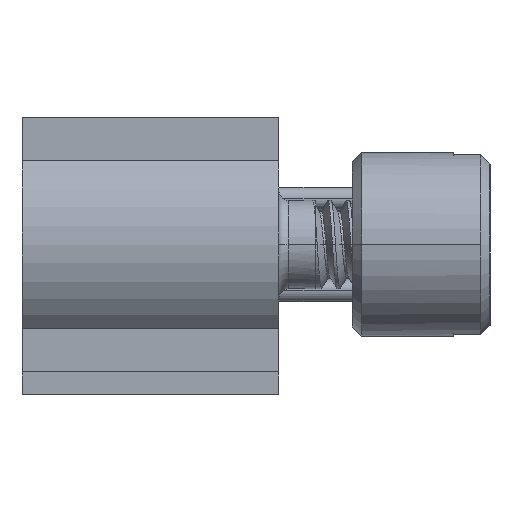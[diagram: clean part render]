
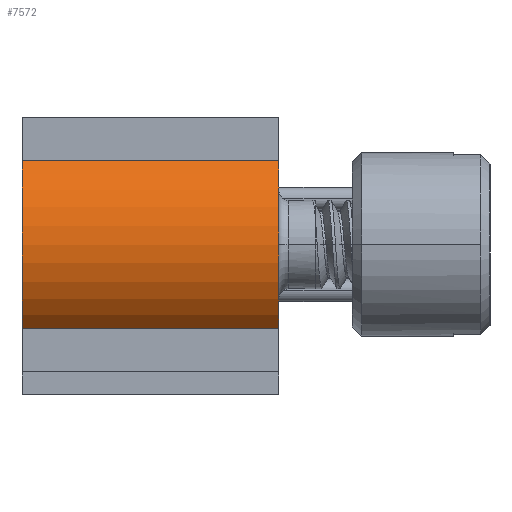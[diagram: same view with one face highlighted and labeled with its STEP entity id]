
A CAD part, left-side view. The second image highlights one B-rep face of the part: STEP entity #7572.
In plain terms, the highlighted cylindrical face has radius 2.5 mm (diameter 5 mm), a partial arc.
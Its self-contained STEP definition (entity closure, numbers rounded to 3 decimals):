
#79=CARTESIAN_POINT('',(-13.5,3.4,0.));
#80=DIRECTION('',(0.,-1.,0.));
#81=DIRECTION('',(-0.68,0.,0.733));
#82=AXIS2_PLACEMENT_3D('',#79,#80,#81);
#565=CARTESIAN_POINT('',(-13.5,-2.2,0.));
#566=DIRECTION('',(0.,-1.,0.));
#567=DIRECTION('',(-0.68,0.,0.733));
#568=AXIS2_PLACEMENT_3D('',#565,#566,#567);
#3750=DIRECTION('',(0.,-1.,0.));
#3751=VECTOR('',#3750,5.6);
#3752=CARTESIAN_POINT('',(-15.2,3.4,1.833));
#3753=LINE('',#3752,#3751);
#3757=DIRECTION('',(0.,-1.,0.));
#3758=VECTOR('',#3757,5.6);
#3759=CARTESIAN_POINT('',(-15.2,3.4,-1.833));
#3760=LINE('',#3759,#3758);
#4282=CARTESIAN_POINT('',(-15.2,3.4,1.833));
#4284=VERTEX_POINT('',#4282);
#4285=CARTESIAN_POINT('',(-15.2,3.4,-1.833));
#4286=VERTEX_POINT('',#4285);
#4291=CARTESIAN_POINT('',(-15.2,-2.2,1.833));
#4292=VERTEX_POINT('',#4291);
#4293=CARTESIAN_POINT('',(-15.2,-2.2,-1.833));
#4294=VERTEX_POINT('',#4293);
#7560=CARTESIAN_POINT('',(-13.5,3.4,0.));
#7561=DIRECTION('',(0.,-1.,0.));
#7562=DIRECTION('',(-1.,0.,0.));
#7563=AXIS2_PLACEMENT_3D('',#7560,#7561,#7562);
#7564=CYLINDRICAL_SURFACE('',#7563,2.5);
#7565=ORIENTED_EDGE('',*,*,#4438,.F.);
#7566=ORIENTED_EDGE('',*,*,#7555,.T.);
#7567=ORIENTED_EDGE('',*,*,#4760,.T.);
#7569=ORIENTED_EDGE('',*,*,#7568,.F.);
#7570=EDGE_LOOP('',(#7565,#7566,#7567,#7569));
#7571=FACE_OUTER_BOUND('',#7570,.F.);
#83=CIRCLE('',#82,2.5);
#569=CIRCLE('',#568,2.5);
#4438=EDGE_CURVE('',#4284,#4286,#83,.T.);
#4760=EDGE_CURVE('',#4292,#4294,#569,.T.);
#7555=EDGE_CURVE('',#4284,#4292,#3753,.T.);
#7568=EDGE_CURVE('',#4286,#4294,#3760,.T.);
#7572=ADVANCED_FACE('',(#7571),#7564,.T.);
